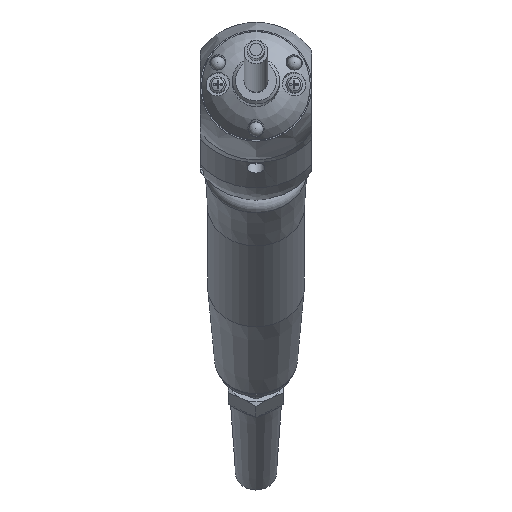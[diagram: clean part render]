
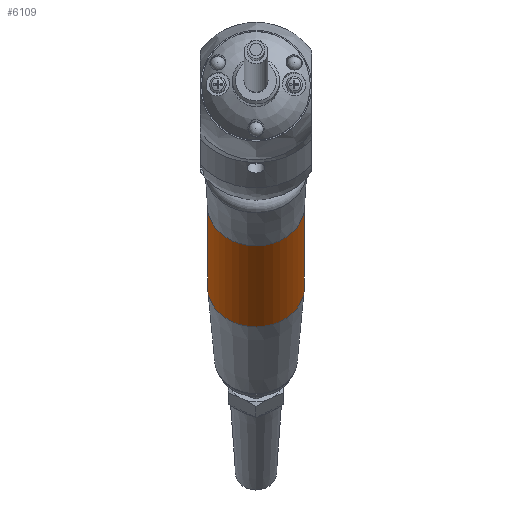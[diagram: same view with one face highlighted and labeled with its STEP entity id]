
A CAD part, left-side view. The second image highlights one B-rep face of the part: STEP entity #6109.
In plain terms, the highlighted cylindrical face has radius 16.5 mm (diameter 33 mm), a full revolution.
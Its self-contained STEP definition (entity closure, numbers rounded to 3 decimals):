
#5573=CYLINDRICAL_SURFACE('',#14432,16.5);
#6109=ADVANCED_FACE('',(#6624,#6625),#5573,.T.);
#6624=FACE_BOUND('',#7361,.T.);
#6625=FACE_BOUND('',#7362,.T.);
#7361=EDGE_LOOP('',(#10006));
#7362=EDGE_LOOP('',(#10007));
#10006=ORIENTED_EDGE('',*,*,#12946,.F.);
#10007=ORIENTED_EDGE('',*,*,#12945,.T.);
#11493=VERTEX_POINT('',#24479);
#11494=VERTEX_POINT('',#24482);
#12945=EDGE_CURVE('',#11493,#11493,#13544,.T.);
#12946=EDGE_CURVE('',#11494,#11494,#13545,.T.);
#13544=CIRCLE('',#14429,16.5);
#13545=CIRCLE('',#14431,16.5);
#14429=AXIS2_PLACEMENT_3D('',#24478,#16987,#16988);
#14431=AXIS2_PLACEMENT_3D('',#24481,#16991,#16992);
#14432=AXIS2_PLACEMENT_3D('',#24483,#16993,#16994);
#16987=DIRECTION('',(0.819,0.,-0.574));
#16988=DIRECTION('',(0.,1.,0.));
#16991=DIRECTION('',(0.819,0.,-0.574));
#16992=DIRECTION('',(0.,1.,0.));
#16993=DIRECTION('',(0.819,0.,-0.574));
#16994=DIRECTION('',(0.,1.,0.));
#24478=CARTESIAN_POINT('',(138.557,100.,-40.903));
#24479=CARTESIAN_POINT('',(138.557,116.5,-40.903));
#24481=CARTESIAN_POINT('',(177.877,100.,-68.434));
#24482=CARTESIAN_POINT('',(177.877,116.5,-68.434));
#24483=CARTESIAN_POINT('',(214.738,100.,-94.245));
